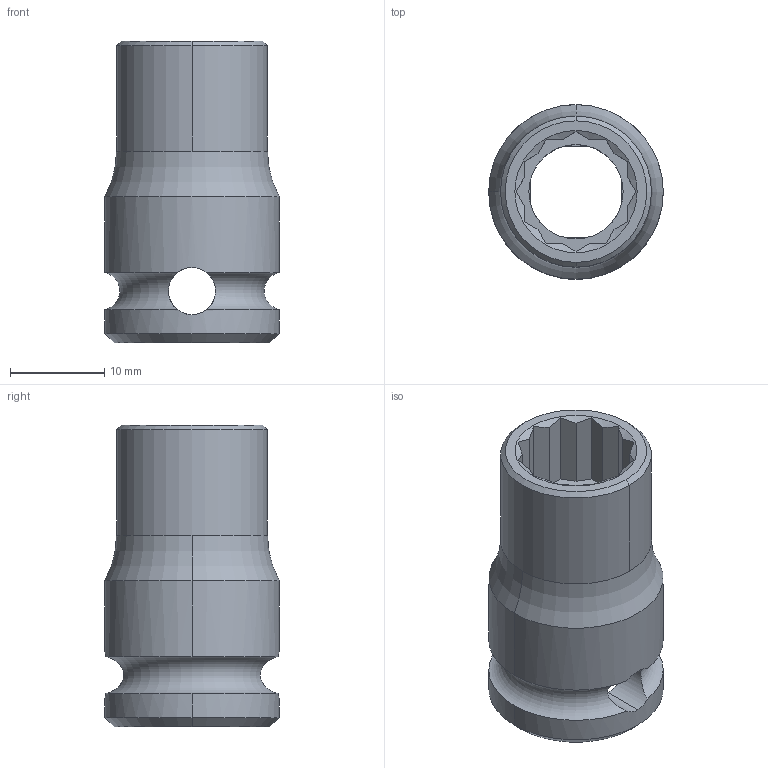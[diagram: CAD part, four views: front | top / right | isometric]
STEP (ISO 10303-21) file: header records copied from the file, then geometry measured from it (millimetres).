
FILE_DESCRIPTION((''),'2;1');
FILE_NAME('4027121611','2023-09-11T14:23:23',('a00565553'),(''),'CREO PARAMETRIC BY PTC INC, 2022414','CREO PARAMETRIC BY PTC INC, 2022414','');
FILE_SCHEMA(('CONFIG_CONTROL_DESIGN','GEOMETRIC_VALIDATION_PROPERTIES_MIM'));
Length unit declared in the file: millimetre
Products named in the file (1): 4027121611
Bounding box: 18.5 x 18.5 x 32 mm (x, y, z)
Volume: 4194.8 mm3; surface area: 3212.2 mm2
Topology: 1 solids, 1 shells, 75 faces, 201 edges, 126 vertices
Faces by surface type: plane 44, cylinder 17, cone 10, torus 4
Entity records: 2664 total; most frequent: CARTESIAN_POINT 725, ORIENTED_EDGE 402, DIRECTION 354, EDGE_CURVE 201, AXIS2_PLACEMENT_3D 129, VERTEX_POINT 126, VECTOR 96, LINE 96
